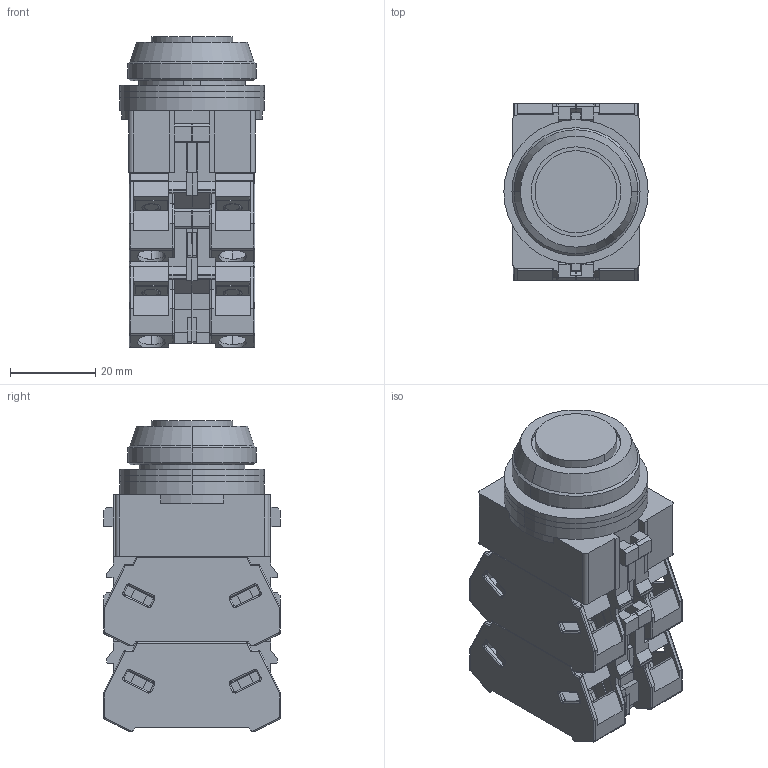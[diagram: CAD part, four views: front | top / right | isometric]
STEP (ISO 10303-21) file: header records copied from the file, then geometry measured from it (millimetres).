
FILE_DESCRIPTION (( 'STEP AP203' ), '1' );
FILE_NAME ('101_ABS1xxN$.STEP', '2020-11-20T06:54:39', ( '' ), ( '' ), 'SwSTEP 2.0', 'SolidWorks 2019', '' );
FILE_SCHEMA (( 'CONFIG_CONTROL_DESIGN' ));
Length unit declared in the file: millimetre
Products named in the file (7): OW-22_蹬怮椔; OW-21_蹬怮椔; OG-22_蹬怮椔; HW-Uxx(R)_蹬怮椔; 101_ABS1xxN$; ABS_BODY_蹬怮椔; ABS1BN_蹬怮椔
Assembly tree (10 placements, depth 2):
  101_ABS1xxN$
    ABS_BODY_蹬怮椔
    ABS1BN_蹬怮椔
    OW-22_蹬怮椔
    OW-21_蹬怮椔  x2
    OG-22_蹬怮椔
    HW-Uxx(R)_蹬怮椔  x4
Bounding box: 33.8 x 41.4 x 72.7 mm (x, y, z)
Volume: 65602.6 mm3; surface area: 30489.1 mm2
Topology: 10 solids, 10 shells, 1157 faces, 3159 edges, 2024 vertices
Faces by surface type: plane 688, cylinder 303, bspline 144, cone 22
Entity records: 12271 total; most frequent: CARTESIAN_POINT 2822, ORIENTED_EDGE 1858, DIRECTION 1729, EDGE_CURVE 929, VECTOR 665, LINE 665, VERTEX_POINT 600, AXIS2_PLACEMENT_3D 532
